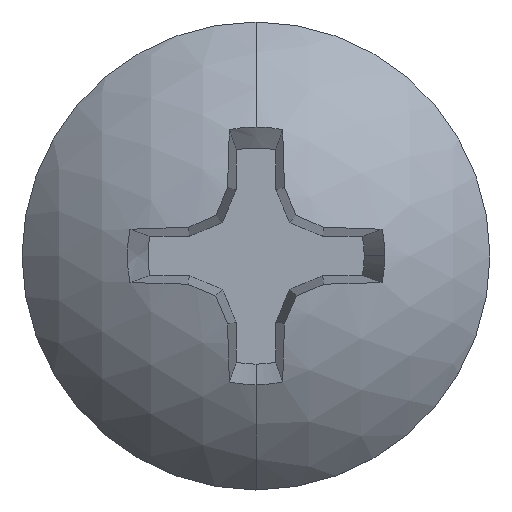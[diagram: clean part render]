
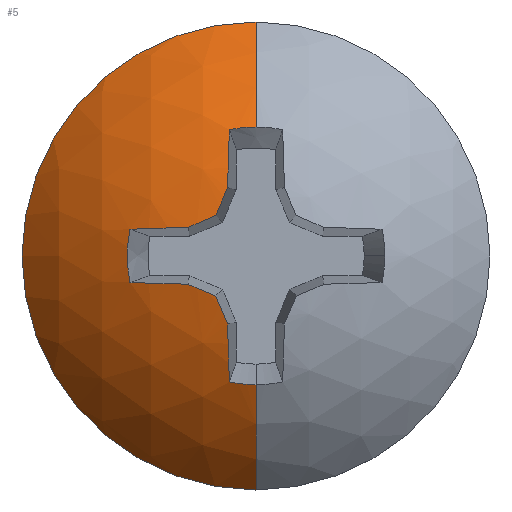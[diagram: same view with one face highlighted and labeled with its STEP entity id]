
A CAD part, top view. The second image highlights one B-rep face of the part: STEP entity #5.
In plain terms, the highlighted spherical face has radius 5.21 mm.
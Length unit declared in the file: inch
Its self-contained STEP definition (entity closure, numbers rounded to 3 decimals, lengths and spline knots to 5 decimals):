
#5 = ADVANCED_FACE ( 'NONE', ( #2479 ), #2505, .T. ) ;
#433 = CARTESIAN_POINT ( 'NONE',  ( 0., 0., 0.06598 ) ) ;
#434 = DIRECTION ( 'NONE',  ( 0., 0., -1. ) ) ;
#435 = DIRECTION ( 'NONE',  ( 0., 1., 0. ) ) ;
#736 = DIRECTION ( 'NONE',  ( -0.383, 0.924, 0. ) ) ;
#737 = DIRECTION ( 'NONE',  ( -0.92, -0.381, -0.087 ) ) ;
#738 = CARTESIAN_POINT ( 'NONE',  ( -0.01694, -0.00701, -0.12071 ) ) ;
#777 = DIRECTION ( 'NONE',  ( 0.924, 0.383, 0. ) ) ;
#778 = DIRECTION ( 'NONE',  ( -0.381, 0.92, -0.087 ) ) ;
#779 = CARTESIAN_POINT ( 'NONE',  ( -0.00701, 0.01694, -0.12071 ) ) ;
#782 = DIRECTION ( 'NONE',  ( -1., 0., 0. ) ) ;
#783 = DIRECTION ( 'NONE',  ( 0., 0., -1. ) ) ;
#788 = CARTESIAN_POINT ( 'NONE',  ( 0., 0., 0.06598 ) ) ;
#849 = DIRECTION ( 'NONE',  ( 0., 1., 0. ) ) ;
#850 = DIRECTION ( 'NONE',  ( 1., 0., 0. ) ) ;
#851 = CARTESIAN_POINT ( 'NONE',  ( 0., 0., -0.11911 ) ) ;
#875 = CIRCLE ( 'NONE', #3236, 0.20428 ) ;
#903 = CIRCLE ( 'NONE', #3242, 0.08839 ) ;
#907 = CIRCLE ( 'NONE', #3243, 0.2051 ) ;
#909 = CIRCLE ( 'NONE', #3244, 0.1605 ) ;
#918 = CIRCLE ( 'NONE', #3246, 0.20428 ) ;
#919 = CIRCLE ( 'NONE', #3247, 0.20428 ) ;
#927 = CIRCLE ( 'NONE', #3257, 0.08839 ) ;
#929 = CIRCLE ( 'NONE', #3251, 0.2051 ) ;
#930 = CIRCLE ( 'NONE', #3252, 0.1605 ) ;
#931 = CIRCLE ( 'NONE', #3253, 0.2051 ) ;
#932 = CIRCLE ( 'NONE', #3254, 0.20511 ) ;
#934 = CIRCLE ( 'NONE', #3255, 0.2051 ) ;
#1398 = DIRECTION ( 'NONE',  ( 0., 1., 0. ) ) ;
#1468 = DIRECTION ( 'NONE',  ( 1., 0., 0. ) ) ;
#1691 = CARTESIAN_POINT ( 'NONE',  ( 0., 0., -0.11911 ) ) ;
#1803 = CARTESIAN_POINT ( 'NONE',  ( 0., 0.1605, 0.0086 ) ) ;
#1806 = CARTESIAN_POINT ( 'NONE',  ( -0.08648, 0.01825, 0.06598 ) ) ;
#1816 = CARTESIAN_POINT ( 'NONE',  ( -0.08648, -0.01825, 0.06598 ) ) ;
#1818 = CARTESIAN_POINT ( 'NONE',  ( 0., -0.1605, 0.0086 ) ) ;
#1824 = CARTESIAN_POINT ( 'NONE',  ( -0.04676, 0.01944, 0.07965 ) ) ;
#1831 = CARTESIAN_POINT ( 'NONE',  ( -0.02762, -0.02762, 0.08225 ) ) ;
#1837 = CARTESIAN_POINT ( 'NONE',  ( -0.01944, 0.04676, 0.07965 ) ) ;
#1838 = CARTESIAN_POINT ( 'NONE',  ( 0., -0.08839, 0.06598 ) ) ;
#1844 = CARTESIAN_POINT ( 'NONE',  ( -0.01825, 0.08648, 0.06598 ) ) ;
#1855 = CARTESIAN_POINT ( 'NONE',  ( -0.1605, 0., 0.0086 ) ) ;
#1857 = CARTESIAN_POINT ( 'NONE',  ( -0.01825, -0.08648, 0.06598 ) ) ;
#1865 = CARTESIAN_POINT ( 'NONE',  ( -0.04676, -0.01944, 0.07965 ) ) ;
#1881 = CARTESIAN_POINT ( 'NONE',  ( 0., 0.08839, 0.06598 ) ) ;
#1883 = CARTESIAN_POINT ( 'NONE',  ( -0.02762, 0.02762, 0.08225 ) ) ;
#1884 = CARTESIAN_POINT ( 'NONE',  ( -0.01944, -0.04676, 0.07965 ) ) ;
#2381 = VERTEX_POINT ( 'NONE', #1883 ) ;
#2385 = VERTEX_POINT ( 'NONE', #1881 ) ;
#2387 = VERTEX_POINT ( 'NONE', #1884 ) ;
#2401 = VERTEX_POINT ( 'NONE', #1865 ) ;
#2409 = VERTEX_POINT ( 'NONE', #1857 ) ;
#2411 = VERTEX_POINT ( 'NONE', #1855 ) ;
#2422 = VERTEX_POINT ( 'NONE', #1844 ) ;
#2428 = VERTEX_POINT ( 'NONE', #1838 ) ;
#2429 = VERTEX_POINT ( 'NONE', #1837 ) ;
#2435 = VERTEX_POINT ( 'NONE', #1831 ) ;
#2442 = VERTEX_POINT ( 'NONE', #1824 ) ;
#2448 = VERTEX_POINT ( 'NONE', #1818 ) ;
#2450 = VERTEX_POINT ( 'NONE', #1816 ) ;
#2460 = VERTEX_POINT ( 'NONE', #1806 ) ;
#2463 = VERTEX_POINT ( 'NONE', #1803 ) ;
#2479 = FACE_OUTER_BOUND ( 'NONE', #2647, .T. ) ;
#2505 = SPHERICAL_SURFACE ( 'NONE', #3403, 0.20511 ) ;
#2647 = EDGE_LOOP ( 'NONE', ( #2843, #2851, #2667, #2817, #2856, #2836, #2750, #2749, #2855, #2733, #2867, #2746, #2819, #2877, #2712 ) ) ;
#2667 = ORIENTED_EDGE ( 'NONE', *, *, #3348, .T. ) ;
#2712 = ORIENTED_EDGE ( 'NONE', *, *, #3384, .F. ) ;
#2733 = ORIENTED_EDGE ( 'NONE', *, *, #3362, .T. ) ;
#2746 = ORIENTED_EDGE ( 'NONE', *, *, #3347, .T. ) ;
#2749 = ORIENTED_EDGE ( 'NONE', *, *, #3385, .T. ) ;
#2750 = ORIENTED_EDGE ( 'NONE', *, *, #3312, .T. ) ;
#2817 = ORIENTED_EDGE ( 'NONE', *, *, #3322, .T. ) ;
#2819 = ORIENTED_EDGE ( 'NONE', *, *, #3386, .T. ) ;
#2836 = ORIENTED_EDGE ( 'NONE', *, *, #3388, .T. ) ;
#2843 = ORIENTED_EDGE ( 'NONE', *, *, #3302, .F. ) ;
#2851 = ORIENTED_EDGE ( 'NONE', *, *, #3392, .T. ) ;
#2855 = ORIENTED_EDGE ( 'NONE', *, *, #3313, .T. ) ;
#2856 = ORIENTED_EDGE ( 'NONE', *, *, #3363, .T. ) ;
#2867 = ORIENTED_EDGE ( 'NONE', *, *, #3383, .T. ) ;
#2877 = ORIENTED_EDGE ( 'NONE', *, *, #3355, .F. ) ;
#2978 = DIRECTION ( 'NONE',  ( 0., -0.087, 0.996 ) ) ;
#2979 = DIRECTION ( 'NONE',  ( 0., -0.996, -0.087 ) ) ;
#2980 = CARTESIAN_POINT ( 'NONE',  ( 0., -0.00204, -0.11929 ) ) ;
#2983 = DIRECTION ( 'NONE',  ( 0., 0., 1. ) ) ;
#2984 = DIRECTION ( 'NONE',  ( -1., 0., 0. ) ) ;
#2985 = CARTESIAN_POINT ( 'NONE',  ( 0., 0., -0.11911 ) ) ;
#2987 = DIRECTION ( 'NONE',  ( 0., -0.087, -0.996 ) ) ;
#2988 = DIRECTION ( 'NONE',  ( 0., 0.996, -0.087 ) ) ;
#2989 = CARTESIAN_POINT ( 'NONE',  ( 0., 0.00204, -0.11929 ) ) ;
#2993 = DIRECTION ( 'NONE',  ( 0., 1., 0. ) ) ;
#2994 = DIRECTION ( 'NONE',  ( 0., 0., -1. ) ) ;
#2995 = CARTESIAN_POINT ( 'NONE',  ( 0., 0., 0.0086 ) ) ;
#2996 = DIRECTION ( 'NONE',  ( 0.087, 0., -0.996 ) ) ;
#2997 = DIRECTION ( 'NONE',  ( -0.996, 0., -0.087 ) ) ;
#2998 = CARTESIAN_POINT ( 'NONE',  ( -0.00204, 0., -0.11929 ) ) ;
#3012 = DIRECTION ( 'NONE',  ( -0.924, 0.383, 0. ) ) ;
#3013 = DIRECTION ( 'NONE',  ( -0.381, -0.92, -0.087 ) ) ;
#3014 = CARTESIAN_POINT ( 'NONE',  ( -0.00701, -0.01694, -0.12071 ) ) ;
#3017 = DIRECTION ( 'NONE',  ( 0.383, 0.924, 0. ) ) ;
#3018 = DIRECTION ( 'NONE',  ( -0.92, 0.381, -0.087 ) ) ;
#3019 = CARTESIAN_POINT ( 'NONE',  ( -0.01694, 0.00701, -0.12071 ) ) ;
#3023 = DIRECTION ( 'NONE',  ( 0., 1., 0. ) ) ;
#3024 = DIRECTION ( 'NONE',  ( 0., 0., -1. ) ) ;
#3025 = CARTESIAN_POINT ( 'NONE',  ( 0., 0., 0.0086 ) ) ;
#3034 = DIRECTION ( 'NONE',  ( 0.087, 0., -0.996 ) ) ;
#3035 = DIRECTION ( 'NONE',  ( -0.996, 0., -0.087 ) ) ;
#3036 = CARTESIAN_POINT ( 'NONE',  ( -0.00204, 0., -0.11929 ) ) ;
#3039 = DIRECTION ( 'NONE',  ( -1., 0., 0. ) ) ;
#3040 = DIRECTION ( 'NONE',  ( 0., 0., -1. ) ) ;
#3041 = CARTESIAN_POINT ( 'NONE',  ( 0., 0., 0.06598 ) ) ;
#3126 = CIRCLE ( 'NONE', #3232, 0.08839 ) ;
#3128 = CIRCLE ( 'NONE', #3233, 0.20428 ) ;
#3145 = CIRCLE ( 'NONE', #3226, 0.20511 ) ;
#3226 = AXIS2_PLACEMENT_3D ( 'NONE', #851, #850, #849 ) ;
#3232 = AXIS2_PLACEMENT_3D ( 'NONE', #788, #783, #782 ) ;
#3233 = AXIS2_PLACEMENT_3D ( 'NONE', #779, #778, #777 ) ;
#3236 = AXIS2_PLACEMENT_3D ( 'NONE', #738, #737, #736 ) ;
#3242 = AXIS2_PLACEMENT_3D ( 'NONE', #3041, #3040, #3039 ) ;
#3243 = AXIS2_PLACEMENT_3D ( 'NONE', #3036, #3035, #3034 ) ;
#3244 = AXIS2_PLACEMENT_3D ( 'NONE', #3025, #3024, #3023 ) ;
#3246 = AXIS2_PLACEMENT_3D ( 'NONE', #3019, #3018, #3017 ) ;
#3247 = AXIS2_PLACEMENT_3D ( 'NONE', #3014, #3013, #3012 ) ;
#3251 = AXIS2_PLACEMENT_3D ( 'NONE', #2998, #2997, #2996 ) ;
#3252 = AXIS2_PLACEMENT_3D ( 'NONE', #2995, #2994, #2993 ) ;
#3253 = AXIS2_PLACEMENT_3D ( 'NONE', #2989, #2988, #2987 ) ;
#3254 = AXIS2_PLACEMENT_3D ( 'NONE', #2985, #2984, #2983 ) ;
#3255 = AXIS2_PLACEMENT_3D ( 'NONE', #2980, #2979, #2978 ) ;
#3257 = AXIS2_PLACEMENT_3D ( 'NONE', #433, #434, #435 ) ;
#3302 = EDGE_CURVE ( 'NONE', #2428, #2448, #3145, .T. ) ;
#3312 = EDGE_CURVE ( 'NONE', #2450, #2460, #3126, .T. ) ;
#3313 = EDGE_CURVE ( 'NONE', #2442, #2381, #3128, .T. ) ;
#3322 = EDGE_CURVE ( 'NONE', #2387, #2435, #875, .T. ) ;
#3347 = EDGE_CURVE ( 'NONE', #2422, #2385, #903, .T. ) ;
#3348 = EDGE_CURVE ( 'NONE', #2409, #2387, #907, .T. ) ;
#3355 = EDGE_CURVE ( 'NONE', #2411, #2463, #909, .T. ) ;
#3362 = EDGE_CURVE ( 'NONE', #2381, #2429, #918, .T. ) ;
#3363 = EDGE_CURVE ( 'NONE', #2435, #2401, #919, .T. ) ;
#3383 = EDGE_CURVE ( 'NONE', #2429, #2422, #929, .T. ) ;
#3384 = EDGE_CURVE ( 'NONE', #2448, #2411, #930, .T. ) ;
#3385 = EDGE_CURVE ( 'NONE', #2460, #2442, #931, .T. ) ;
#3386 = EDGE_CURVE ( 'NONE', #2385, #2463, #932, .T. ) ;
#3388 = EDGE_CURVE ( 'NONE', #2401, #2450, #934, .T. ) ;
#3392 = EDGE_CURVE ( 'NONE', #2428, #2409, #927, .T. ) ;
#3403 = AXIS2_PLACEMENT_3D ( 'NONE', #1691, #1468, #1398 ) ;
